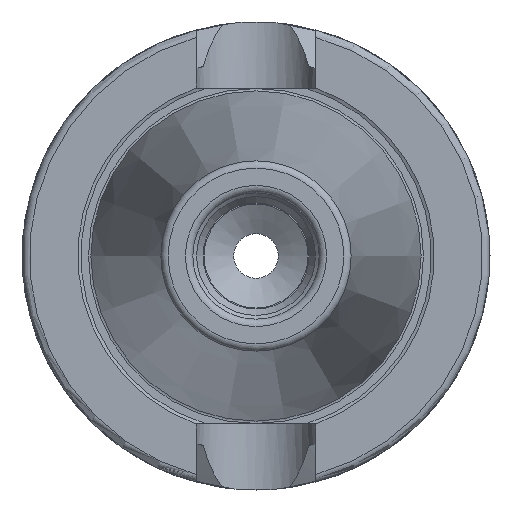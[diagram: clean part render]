
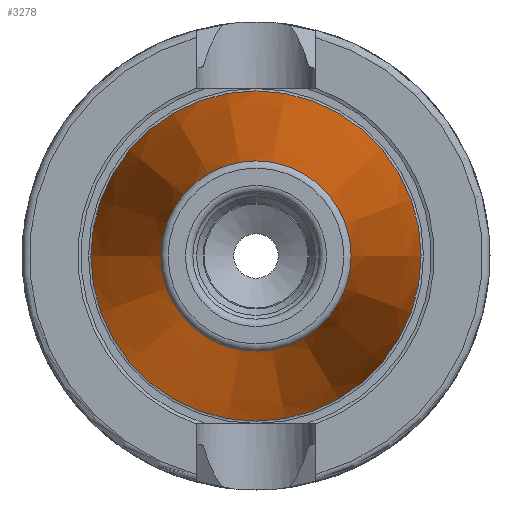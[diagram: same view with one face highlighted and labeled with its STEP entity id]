
A CAD part, left-side view. The second image highlights one B-rep face of the part: STEP entity #3278.
In plain terms, the highlighted conical face has half-angle 8.297 degrees and reference radius 17.519 mm.
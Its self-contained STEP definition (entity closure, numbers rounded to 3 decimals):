
#3236=CARTESIAN_POINT('',(-64.544,12.812,0.0));
#3237=VERTEX_POINT('',#3236);
#3238=CARTESIAN_POINT('',(-64.544,0.,0.0));
#3239=DIRECTION('',(1.0,0.0,0.0));
#3240=DIRECTION('',(0.0,1.0,0.0));
#3241=AXIS2_PLACEMENT_3D('',#3238,#3239,#3240);
#3242=CIRCLE('',#3241,12.812);
#3243=EDGE_CURVE('',#3237,#3237,#3242,.T.);
#3259=CARTESIAN_POINT('',(-32.272,0.,0.0));
#3260=DIRECTION('',(1.0,0.0,0.0));
#3261=DIRECTION('',(0.0,1.0,0.0));
#3262=AXIS2_PLACEMENT_3D('',#3259,#3260,#3261);
#3263=CONICAL_SURFACE('',#3262,17.519,8.297);
#3264=CARTESIAN_POINT('',(0.,22.225,0.0));
#3265=VERTEX_POINT('',#3264);
#3266=CARTESIAN_POINT('',(0.,0.,0.0));
#3267=DIRECTION('',(1.0,0.0,0.0));
#3268=DIRECTION('',(0.0,1.0,0.0));
#3269=AXIS2_PLACEMENT_3D('',#3266,#3267,#3268);
#3270=CIRCLE('',#3269,22.225);
#3271=EDGE_CURVE('',#3265,#3265,#3270,.T.);
#3272=ORIENTED_EDGE('',*,*,#3271,.F.);
#3273=EDGE_LOOP('',(#3272));
#3274=FACE_OUTER_BOUND('',#3273,.T.);
#3275=ORIENTED_EDGE('',*,*,#3243,.T.);
#3276=EDGE_LOOP('',(#3275));
#3277=FACE_BOUND('',#3276,.T.);
#3278=ADVANCED_FACE('',(#3274,#3277),#3263,.T.);
